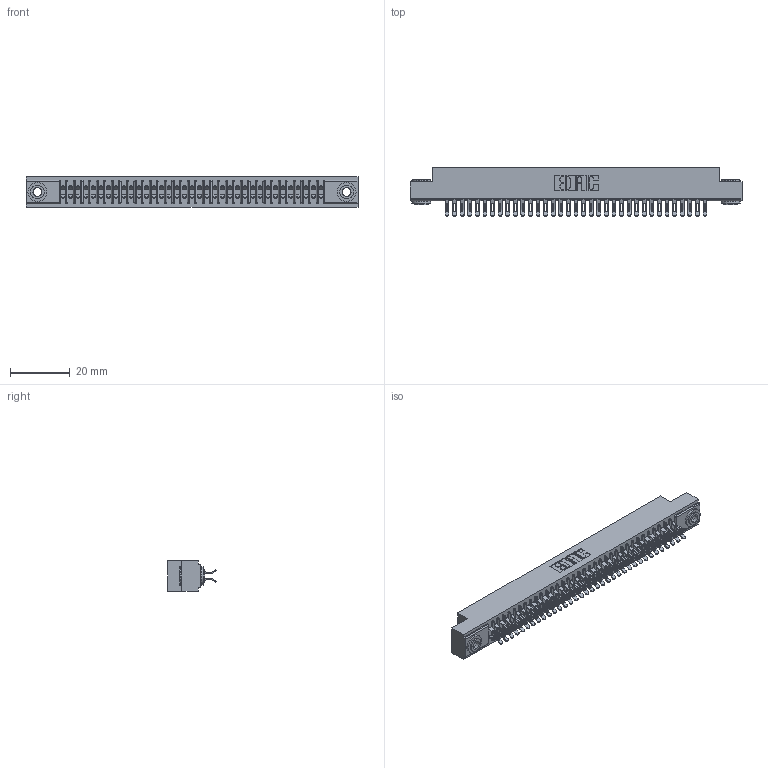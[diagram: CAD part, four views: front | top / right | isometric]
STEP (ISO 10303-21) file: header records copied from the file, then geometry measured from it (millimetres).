
FILE_DESCRIPTION (( 'STEP AP203' ), '1' );
FILE_NAME ('341-070-555-203.STEP', '2018-08-07T19:36:43', ( '' ), ( '' ), 'SwSTEP 2.0', 'SolidWorks 2016', '' );
FILE_SCHEMA (( 'CONFIG_CONTROL_DESIGN' ));
Length unit declared in the file: inch
Products named in the file (4): 341 Part_.156 (3.96) Dia Mounting Holes; 341-292-001_341-292-155; 345-250-002_345-250-002-102; 341-070-555-203
Assembly tree (73 placements, depth 2):
  341-070-555-203
    341 Part_.156 (3.96) Dia Mounting Holes
    341-292-001_341-292-155  x70
    345-250-002_345-250-002-102  x2
Bounding box: 111.12 x 16.31 x 10.16 mm (x, y, z)
Volume: 8290.1 mm3; surface area: 15310.6 mm2
Topology: 73 solids, 73 shells, 5628 faces, 16773 edges, 10918 vertices
Faces by surface type: plane 3032, cylinder 2448, sphere 72, torus 68, cone 8
Entity records: 44825 total; most frequent: CARTESIAN_POINT 7448, ORIENTED_EDGE 7382, DIRECTION 7239, EDGE_CURVE 3691, VECTOR 2949, LINE 2949, VERTEX_POINT 2338, AXIS2_PLACEMENT_3D 2145
